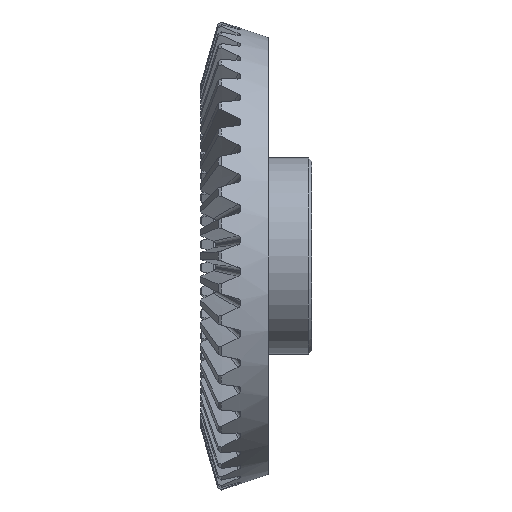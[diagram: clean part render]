
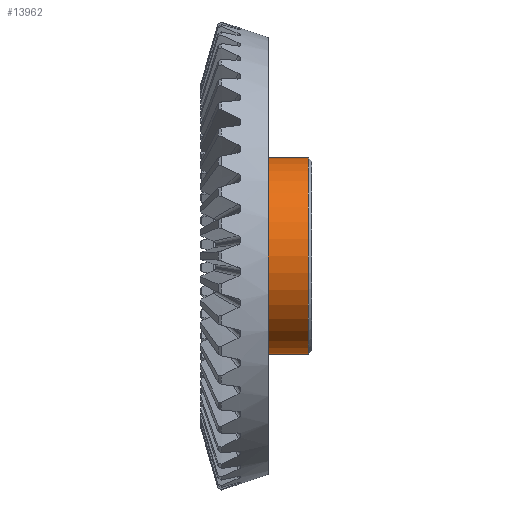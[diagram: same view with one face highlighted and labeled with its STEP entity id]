
A CAD part, left-side view. The second image highlights one B-rep face of the part: STEP entity #13962.
In plain terms, the highlighted cylindrical face has radius 14.287 mm (diameter 28.575 mm), a partial arc.
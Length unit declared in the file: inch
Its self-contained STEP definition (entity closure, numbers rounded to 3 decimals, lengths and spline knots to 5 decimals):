
#366 = EDGE_CURVE ( 'NONE', #487, #3738, #1473, .T. ) ;
#487 = VERTEX_POINT ( 'NONE', #17321 ) ;
#954 = CARTESIAN_POINT ( 'NONE',  ( 0., -0.47643, -0.5625 ) ) ;
#1473 = LINE ( 'NONE', #12838, #3375 ) ;
#1491 = ORIENTED_EDGE ( 'NONE', *, *, #12907, .T. ) ;
#1851 = DIRECTION ( 'NONE',  ( 0., 0., 1. ) ) ;
#1910 = DIRECTION ( 'NONE',  ( 0., 1., 0. ) ) ;
#2610 = CARTESIAN_POINT ( 'NONE',  ( 0., -0.22643, -0.5625 ) ) ;
#2888 = DIRECTION ( 'NONE',  ( 0., 0., -1. ) ) ;
#2943 = ORIENTED_EDGE ( 'NONE', *, *, #366, .T. ) ;
#2949 = LINE ( 'NONE', #954, #17487 ) ;
#3375 = VECTOR ( 'NONE', #14208, 39.37008 ) ;
#3738 = VERTEX_POINT ( 'NONE', #13448 ) ;
#6112 = ORIENTED_EDGE ( 'NONE', *, *, #14619, .T. ) ;
#6850 = VERTEX_POINT ( 'NONE', #10567 ) ;
#7911 = DIRECTION ( 'NONE',  ( 0., 0., 1. ) ) ;
#8919 = CIRCLE ( 'NONE', #15624, 0.5625 ) ;
#9640 = AXIS2_PLACEMENT_3D ( 'NONE', #15406, #1910, #1851 ) ;
#10559 = DIRECTION ( 'NONE',  ( 0., -1., 0. ) ) ;
#10567 = CARTESIAN_POINT ( 'NONE',  ( 0., -0.45674, -0.5625 ) ) ;
#11035 = EDGE_LOOP ( 'NONE', ( #16619, #1491, #2943, #6112 ) ) ;
#11764 = EDGE_CURVE ( 'NONE', #6850, #15343, #2949, .T. ) ;
#11866 = CIRCLE ( 'NONE', #16664, 0.5625 ) ;
#11907 = FACE_OUTER_BOUND ( 'NONE', #11035, .T. ) ;
#12838 = CARTESIAN_POINT ( 'NONE',  ( 0., -0.47643, 0.5625 ) ) ;
#12907 = EDGE_CURVE ( 'NONE', #6850, #487, #8919, .T. ) ;
#13413 = DIRECTION ( 'NONE',  ( 0., 1., 0. ) ) ;
#13448 = CARTESIAN_POINT ( 'NONE',  ( 0., -0.22643, 0.5625 ) ) ;
#13815 = DIRECTION ( 'NONE',  ( 0., 1., 0. ) ) ;
#13962 = ADVANCED_FACE ( 'NONE', ( #11907 ), #17659, .T. ) ;
#13996 = CARTESIAN_POINT ( 'NONE',  ( 0., -0.45674, 0. ) ) ;
#14208 = DIRECTION ( 'NONE',  ( 0., 1., 0. ) ) ;
#14619 = EDGE_CURVE ( 'NONE', #3738, #15343, #11866, .T. ) ;
#15343 = VERTEX_POINT ( 'NONE', #2610 ) ;
#15406 = CARTESIAN_POINT ( 'NONE',  ( 0., -0.47643, 0. ) ) ;
#15624 = AXIS2_PLACEMENT_3D ( 'NONE', #13996, #13815, #2888 ) ;
#16619 = ORIENTED_EDGE ( 'NONE', *, *, #11764, .F. ) ;
#16664 = AXIS2_PLACEMENT_3D ( 'NONE', #17340, #10559, #7911 ) ;
#17321 = CARTESIAN_POINT ( 'NONE',  ( 0., -0.45674, 0.5625 ) ) ;
#17340 = CARTESIAN_POINT ( 'NONE',  ( 0., -0.22643, 0. ) ) ;
#17487 = VECTOR ( 'NONE', #13413, 39.37008 ) ;
#17659 = CYLINDRICAL_SURFACE ( 'NONE', #9640, 0.5625 ) ;
